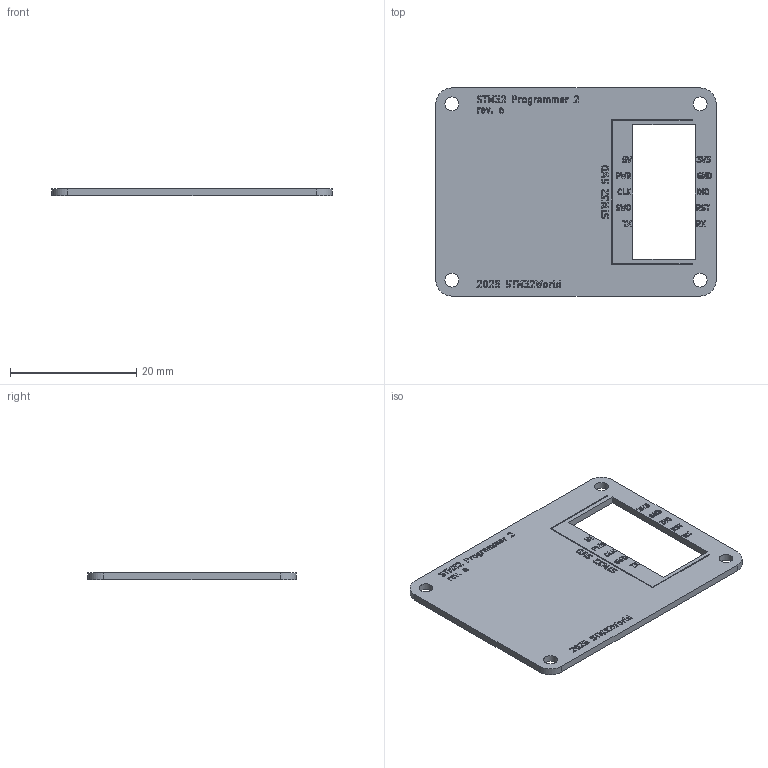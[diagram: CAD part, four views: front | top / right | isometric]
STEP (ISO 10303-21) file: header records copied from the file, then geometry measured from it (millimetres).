
FILE_DESCRIPTION(('KiCad electronic assembly'),'2;1');
FILE_NAME('cover.step','2025-09-16T15:16:04',('Pcbnew'),('Kicad'), 'Open CASCADE STEP processor 7.8','KiCad to STEP converter','Unknown' );
FILE_SCHEMA(('AUTOMOTIVE_DESIGN { 1 0 10303 214 1 1 1 1 }'));
Length unit declared in the file: millimetre
Products named in the file (3): cover 1; cover_silkscreen; cover_PCB
Assembly tree (2 placements, depth 2):
  cover 1
    cover_silkscreen
    cover_PCB
Bounding box: 44.45 x 33.02 x 1.19 mm (x, y, z)
Volume: 1371.6 mm3; surface area: 2766.7 mm2
Topology: 1 solids, 72 shells, 89 faces, 1384 edges, 1368 vertices
Faces by surface type: plane 81, cylinder 8
Full cylindrical faces by diameter (mm): 2.2 x4
Entity records: 12932 total; most frequent: CARTESIAN_POINT 2844, DIRECTION 1938, ORIENTED_EDGE 1432, EDGE_CURVE 1384, VERTEX_POINT 1368, LINE 1014, VECTOR 1014, AXIS2_PLACEMENT_3D 462
